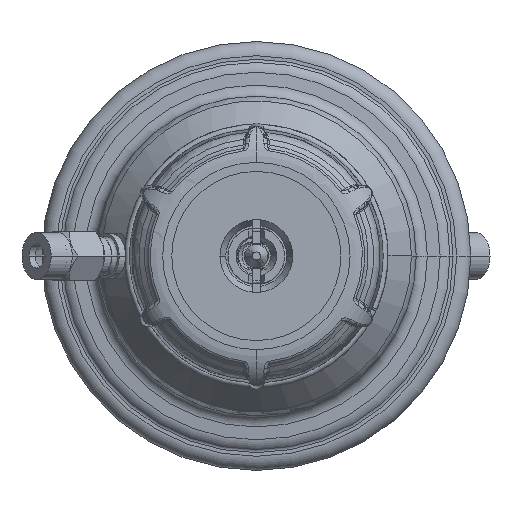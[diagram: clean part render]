
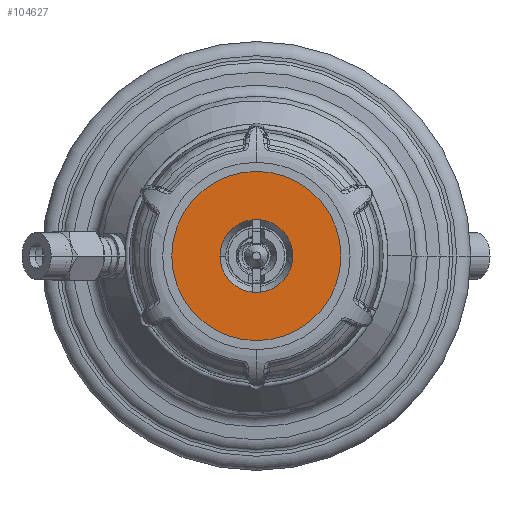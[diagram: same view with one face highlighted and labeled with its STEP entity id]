
A CAD part, front view. The second image highlights one B-rep face of the part: STEP entity #104627.
In plain terms, the highlighted planar face has unit normal (0, -1, 0).
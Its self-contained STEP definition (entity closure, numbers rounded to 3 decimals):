
#24323=CARTESIAN_POINT('',(0.,-231.623,0.));
#24324=DIRECTION('',(0.,1.,0.));
#24325=DIRECTION('',(0.,0.,-1.));
#24326=AXIS2_PLACEMENT_3D('',#24323,#24324,#24325);
#24328=CARTESIAN_POINT('',(0.,-231.623,0.));
#24329=DIRECTION('',(0.,-1.,0.));
#24330=DIRECTION('',(0.,0.,-1.));
#24331=AXIS2_PLACEMENT_3D('',#24328,#24329,#24330);
#24333=CARTESIAN_POINT('',(0.,-231.623,0.));
#24334=DIRECTION('',(0.,-1.,0.));
#24335=DIRECTION('',(0.,0.,1.));
#24336=AXIS2_PLACEMENT_3D('',#24333,#24334,#24335);
#24351=CARTESIAN_POINT('',(0.,-231.623,0.));
#24352=DIRECTION('',(0.,1.,0.));
#24353=DIRECTION('',(0.,0.,1.));
#24354=AXIS2_PLACEMENT_3D('',#24351,#24352,#24353);
#79799=CARTESIAN_POINT('',(0.,-231.623,-20.9));
#79801=VERTEX_POINT('',#79799);
#79803=CARTESIAN_POINT('',(0.,-231.623,20.9));
#79805=VERTEX_POINT('',#79803);
#79811=CARTESIAN_POINT('',(0.,-231.623,9.));
#79812=CARTESIAN_POINT('',(0.,-231.623,-9.));
#79813=VERTEX_POINT('',#79811);
#79814=VERTEX_POINT('',#79812);
#104612=CARTESIAN_POINT('',(0.,-231.623,0.));
#104613=DIRECTION('',(0.,-1.,0.));
#104614=DIRECTION('',(0.,0.,-1.));
#104615=AXIS2_PLACEMENT_3D('',#104612,#104613,#104614);
#104616=PLANE('',#104615);
#104617=ORIENTED_EDGE('',*,*,#104594,.T.);
#104618=ORIENTED_EDGE('',*,*,#104605,.F.);
#104619=EDGE_LOOP('',(#104617,#104618));
#104620=FACE_OUTER_BOUND('',#104619,.F.);
#104622=ORIENTED_EDGE('',*,*,#104621,.T.);
#104624=ORIENTED_EDGE('',*,*,#104623,.F.);
#104625=EDGE_LOOP('',(#104622,#104624));
#104626=FACE_BOUND('',#104625,.F.);
#104627=ADVANCED_FACE('',(#104620,#104626),#104616,.T.);
#24327=CIRCLE('',#24326,20.9);
#24332=CIRCLE('',#24331,20.9);
#24337=CIRCLE('',#24336,9.);
#24355=CIRCLE('',#24354,9.);
#104594=EDGE_CURVE('',#79801,#79805,#24327,.T.);
#104605=EDGE_CURVE('',#79801,#79805,#24332,.T.);
#104621=EDGE_CURVE('',#79813,#79814,#24337,.T.);
#104623=EDGE_CURVE('',#79813,#79814,#24355,.T.);
